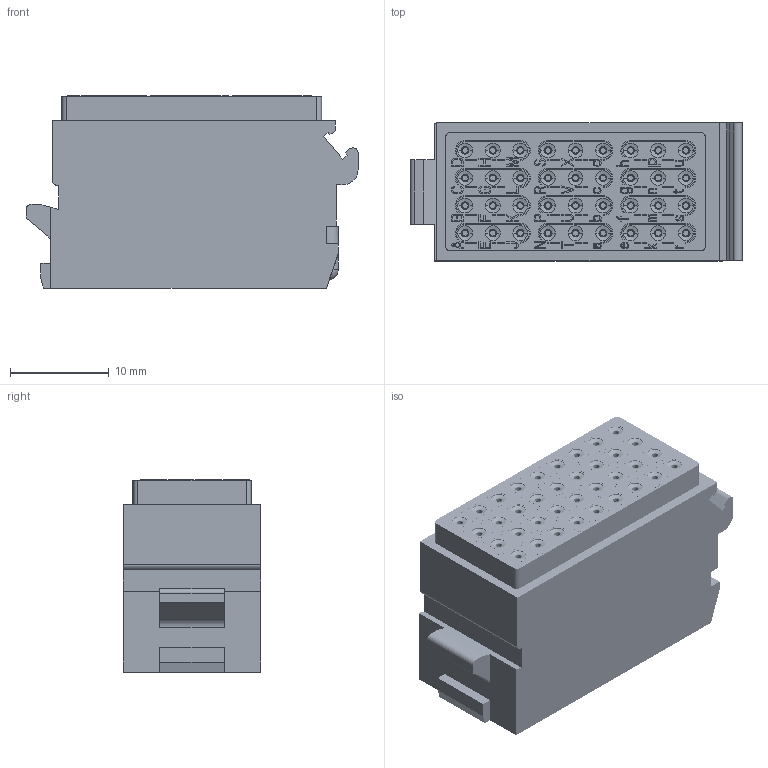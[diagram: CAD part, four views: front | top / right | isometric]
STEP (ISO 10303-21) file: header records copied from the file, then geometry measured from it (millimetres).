
FILE_DESCRIPTION((''),'2;1');
FILE_NAME('00175510402','2019-10-30T',('presta_be4'),(''),'CREO PARAMETRIC BY PTC INC, 2018360','CREO PARAMETRIC BY PTC INC, 2018360','');
FILE_SCHEMA(('CONFIG_CONTROL_DESIGN'));
Products named in the file (1): 00175510402
Bounding box: 33.7 x 14 x 19.51 mm (x, y, z)
Volume: 5810.9 mm3; surface area: 6637.7 mm2
Topology: 1 solids, 1 shells, 3418 faces, 7928 edges, 4780 vertices
Faces by surface type: plane 1414, cylinder 779, torus 648, cone 576, sphere 1
Entity records: 96292 total; most frequent: DIRECTION 17907, CARTESIAN_POINT 16152, ORIENTED_EDGE 15856, EDGE_CURVE 7928, AXIS2_PLACEMENT_3D 6563, VECTOR 4781, LINE 4781, VERTEX_POINT 4781
